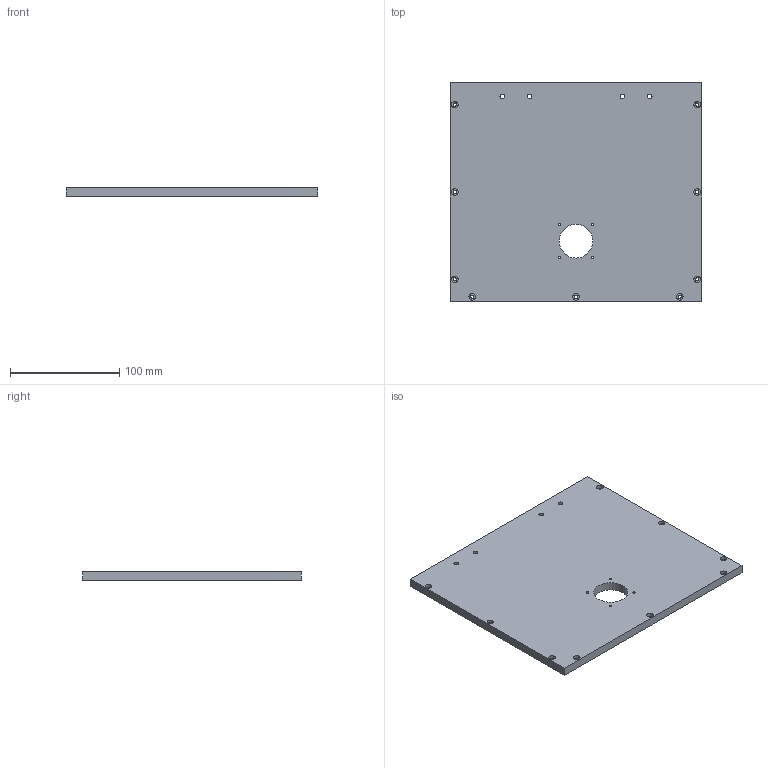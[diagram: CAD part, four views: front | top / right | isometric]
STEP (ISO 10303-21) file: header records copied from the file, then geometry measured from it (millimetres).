
FILE_DESCRIPTION(/* description */ (''),/* implementation_level */ '2;1');
FILE_NAME(/* name */ 'Top Panel (Lid).step',/* time_stamp */ '2021-10-08T10:01:18+01:00',/* author */ (''),/* organization */ (''),/* preprocessor_version */ 'ST-DEVELOPER v18.1',/* originating_system */ 'Autodesk Translation Framework v10.10.0.1391',/* authorisation */ '');
FILE_SCHEMA (('AUTOMOTIVE_DESIGN { 1 0 10303 214 3 1 1 }'));
Length unit declared in the file: millimetre
Products named in the file (1): Top Panel (Lid)
Bounding box: 230 x 199.95 x 8 mm (x, y, z)
Volume: 360208.2 mm3; surface area: 99440.5 mm2
Topology: 1 solids, 1 shells, 42 faces, 93 edges, 62 vertices
Faces by surface type: cylinder 27, plane 15
Full cylindrical faces by diameter (mm): 2.271 x4, 3 x9, 4.234 x4, 6 x9, 31 x1
Entity records: 1296 total; most frequent: DIRECTION 233, CARTESIAN_POINT 198, ORIENTED_EDGE 186, AXIS2_PLACEMENT_3D 97, EDGE_CURVE 93, EDGE_LOOP 87, VERTEX_POINT 62, CIRCLE 54
